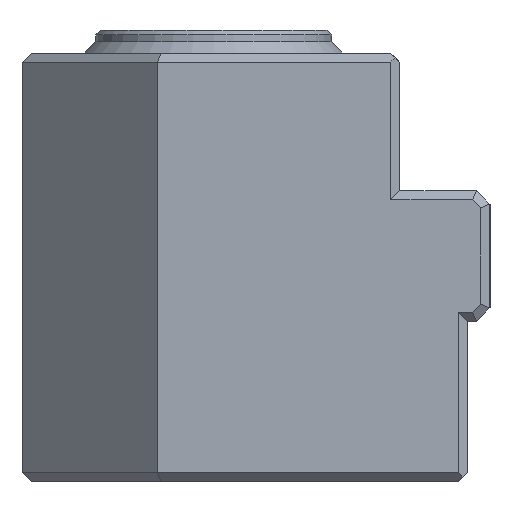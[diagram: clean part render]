
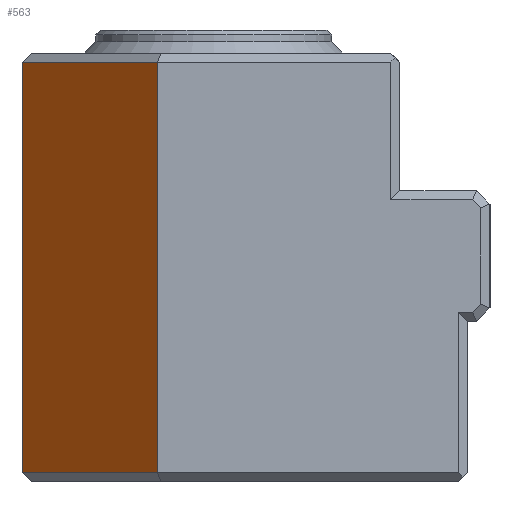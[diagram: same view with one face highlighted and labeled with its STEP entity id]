
A CAD part, left-side view. The second image highlights one B-rep face of the part: STEP entity #563.
In plain terms, the highlighted planar face has unit normal (-0.707, 0.707, 0).
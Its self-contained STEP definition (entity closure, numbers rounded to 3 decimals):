
#94 = VERTEX_POINT('',#95);
#95 = CARTESIAN_POINT('',(0.,2.5,-9.1));
#104 = PLANE('',#105);
#105 = AXIS2_PLACEMENT_3D('',#106,#107,#108);
#106 = CARTESIAN_POINT('',(0.,-8.25,-9.5));
#107 = DIRECTION('',(1.,0.,0.));
#108 = DIRECTION('',(0.,0.,1.));
#128 = EDGE_CURVE('',#94,#129,#131,.T.);
#129 = VERTEX_POINT('',#130);
#130 = CARTESIAN_POINT('',(0.,2.5,9.1));
#131 = SURFACE_CURVE('',#132,(#136,#143),.PCURVE_S1.);
#132 = LINE('',#133,#134);
#133 = CARTESIAN_POINT('',(0.,2.5,-9.5));
#134 = VECTOR('',#135,1.);
#135 = DIRECTION('',(0.,0.,1.));
#136 = PCURVE('',#104,#137);
#137 = DEFINITIONAL_REPRESENTATION('',(#138),#142);
#138 = LINE('',#139,#140);
#139 = CARTESIAN_POINT('',(0.,-10.75));
#140 = VECTOR('',#141,1.);
#141 = DIRECTION('',(1.,0.));
#142 = ( GEOMETRIC_REPRESENTATION_CONTEXT(2) 
PARAMETRIC_REPRESENTATION_CONTEXT() REPRESENTATION_CONTEXT('2D SPACE',''
  ) );
#143 = PCURVE('',#144,#149);
#144 = PLANE('',#145);
#145 = AXIS2_PLACEMENT_3D('',#146,#147,#148);
#146 = CARTESIAN_POINT('',(3.,5.5,-9.5));
#147 = DIRECTION('',(0.707,-0.707,0.));
#148 = DIRECTION('',(-0.,-0.,-1.));
#149 = DEFINITIONAL_REPRESENTATION('',(#150),#154);
#150 = LINE('',#151,#152);
#151 = CARTESIAN_POINT('',(-0.,-4.243));
#152 = VECTOR('',#153,1.);
#153 = DIRECTION('',(-1.,0.));
#154 = ( GEOMETRIC_REPRESENTATION_CONTEXT(2) 
PARAMETRIC_REPRESENTATION_CONTEXT() REPRESENTATION_CONTEXT('2D SPACE',''
  ) );
#475 = PLANE('',#476);
#476 = AXIS2_PLACEMENT_3D('',#477,#478,#479);
#477 = CARTESIAN_POINT('',(0.141,2.359,-9.3));
#478 = DIRECTION('',(0.5,-0.5,0.707));
#479 = DIRECTION('',(-0.707,-0.707,-0.));
#563 = ADVANCED_FACE('',(#564),#144,.F.);
#564 = FACE_BOUND('',#565,.T.);
#565 = EDGE_LOOP('',(#566,#567,#595,#623));
#566 = ORIENTED_EDGE('',*,*,#128,.T.);
#567 = ORIENTED_EDGE('',*,*,#568,.T.);
#568 = EDGE_CURVE('',#129,#569,#571,.T.);
#569 = VERTEX_POINT('',#570);
#570 = CARTESIAN_POINT('',(6.,8.5,9.1));
#571 = SURFACE_CURVE('',#572,(#576,#583),.PCURVE_S1.);
#572 = LINE('',#573,#574);
#573 = CARTESIAN_POINT('',(0.,2.5,9.1));
#574 = VECTOR('',#575,1.);
#575 = DIRECTION('',(0.707,0.707,-0.));
#576 = PCURVE('',#144,#577);
#577 = DEFINITIONAL_REPRESENTATION('',(#578),#582);
#578 = LINE('',#579,#580);
#579 = CARTESIAN_POINT('',(-18.6,-4.243));
#580 = VECTOR('',#581,1.);
#581 = DIRECTION('',(-0.,1.));
#582 = ( GEOMETRIC_REPRESENTATION_CONTEXT(2) 
PARAMETRIC_REPRESENTATION_CONTEXT() REPRESENTATION_CONTEXT('2D SPACE',''
  ) );
#583 = PCURVE('',#584,#589);
#584 = PLANE('',#585);
#585 = AXIS2_PLACEMENT_3D('',#586,#587,#588);
#586 = CARTESIAN_POINT('',(0.141,2.359,9.3));
#587 = DIRECTION('',(-0.5,0.5,0.707));
#588 = DIRECTION('',(-0.707,-0.707,-0.));
#589 = DEFINITIONAL_REPRESENTATION('',(#590),#594);
#590 = LINE('',#591,#592);
#591 = CARTESIAN_POINT('',(0.,-0.283));
#592 = VECTOR('',#593,1.);
#593 = DIRECTION('',(-1.,0.));
#594 = ( GEOMETRIC_REPRESENTATION_CONTEXT(2) 
PARAMETRIC_REPRESENTATION_CONTEXT() REPRESENTATION_CONTEXT('2D SPACE',''
  ) );
#595 = ORIENTED_EDGE('',*,*,#596,.F.);
#596 = EDGE_CURVE('',#597,#569,#599,.T.);
#597 = VERTEX_POINT('',#598);
#598 = CARTESIAN_POINT('',(6.,8.5,-9.1));
#599 = SURFACE_CURVE('',#600,(#604,#611),.PCURVE_S1.);
#600 = LINE('',#601,#602);
#601 = CARTESIAN_POINT('',(6.,8.5,-9.5));
#602 = VECTOR('',#603,1.);
#603 = DIRECTION('',(0.,0.,1.));
#604 = PCURVE('',#144,#605);
#605 = DEFINITIONAL_REPRESENTATION('',(#606),#610);
#606 = LINE('',#607,#608);
#607 = CARTESIAN_POINT('',(-0.,4.243));
#608 = VECTOR('',#609,1.);
#609 = DIRECTION('',(-1.,0.));
#610 = ( GEOMETRIC_REPRESENTATION_CONTEXT(2) 
PARAMETRIC_REPRESENTATION_CONTEXT() REPRESENTATION_CONTEXT('2D SPACE',''
  ) );
#611 = PCURVE('',#612,#617);
#612 = PLANE('',#613);
#613 = AXIS2_PLACEMENT_3D('',#614,#615,#616);
#614 = CARTESIAN_POINT('',(0.,8.5,-9.5));
#615 = DIRECTION('',(0.,1.,0.));
#616 = DIRECTION('',(0.,0.,1.));
#617 = DEFINITIONAL_REPRESENTATION('',(#618),#622);
#618 = LINE('',#619,#620);
#619 = CARTESIAN_POINT('',(0.,6.));
#620 = VECTOR('',#621,1.);
#621 = DIRECTION('',(1.,0.));
#622 = ( GEOMETRIC_REPRESENTATION_CONTEXT(2) 
PARAMETRIC_REPRESENTATION_CONTEXT() REPRESENTATION_CONTEXT('2D SPACE',''
  ) );
#623 = ORIENTED_EDGE('',*,*,#624,.F.);
#624 = EDGE_CURVE('',#94,#597,#625,.T.);
#625 = SURFACE_CURVE('',#626,(#630,#637),.PCURVE_S1.);
#626 = LINE('',#627,#628);
#627 = CARTESIAN_POINT('',(0.,2.5,-9.1));
#628 = VECTOR('',#629,1.);
#629 = DIRECTION('',(0.707,0.707,-0.));
#630 = PCURVE('',#144,#631);
#631 = DEFINITIONAL_REPRESENTATION('',(#632),#636);
#632 = LINE('',#633,#634);
#633 = CARTESIAN_POINT('',(-0.4,-4.243));
#634 = VECTOR('',#635,1.);
#635 = DIRECTION('',(-0.,1.));
#636 = ( GEOMETRIC_REPRESENTATION_CONTEXT(2) 
PARAMETRIC_REPRESENTATION_CONTEXT() REPRESENTATION_CONTEXT('2D SPACE',''
  ) );
#637 = PCURVE('',#475,#638);
#638 = DEFINITIONAL_REPRESENTATION('',(#639),#643);
#639 = LINE('',#640,#641);
#640 = CARTESIAN_POINT('',(0.,-0.283));
#641 = VECTOR('',#642,1.);
#642 = DIRECTION('',(-1.,0.));
#643 = ( GEOMETRIC_REPRESENTATION_CONTEXT(2) 
PARAMETRIC_REPRESENTATION_CONTEXT() REPRESENTATION_CONTEXT('2D SPACE',''
  ) );
